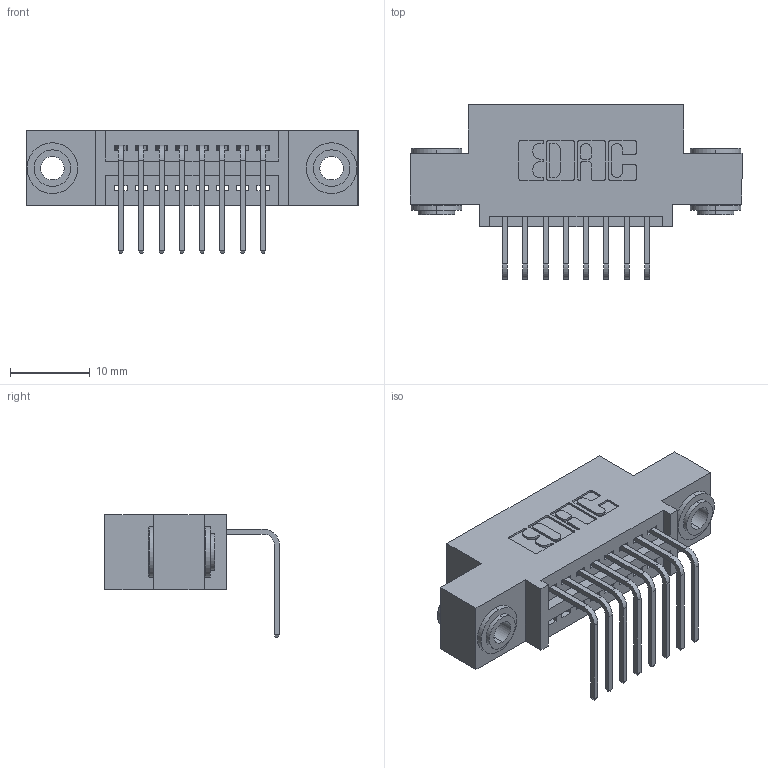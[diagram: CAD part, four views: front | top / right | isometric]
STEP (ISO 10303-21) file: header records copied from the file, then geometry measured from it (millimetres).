
FILE_DESCRIPTION (( 'STEP AP203' ), '1' );
FILE_NAME ('395-008-558-403.STEP', '2019-10-11T01:59:54', ( '' ), ( '' ), 'SwSTEP 2.0', 'SolidWorks 2016', '' );
FILE_SCHEMA (( 'CONFIG_CONTROL_DESIGN' ));
Length unit declared in the file: inch
Products named in the file (4): 345 Part_0.110 Offset - 0.156 Dia-TH; 345-292-001_558 Tail - 2; 345-250-002_345-250-002-102; 395-008-558-403
Assembly tree (11 placements, depth 2):
  395-008-558-403
    345 Part_0.110 Offset - 0.156 Dia-TH
    345-292-001_558 Tail - 2  x8
    345-250-002_345-250-002-102  x2
Bounding box: 41.53 x 21.83 x 15.37 mm (x, y, z)
Volume: 3638.6 mm3; surface area: 4826.3 mm2
Topology: 11 solids, 11 shells, 648 faces, 1885 edges, 1242 vertices
Faces by surface type: plane 430, cylinder 210, cone 8
Entity records: 11464 total; most frequent: CARTESIAN_POINT 1967, ORIENTED_EDGE 1902, DIRECTION 1797, EDGE_CURVE 951, LINE 763, VECTOR 763, VERTEX_POINT 630, AXIS2_PLACEMENT_3D 517
